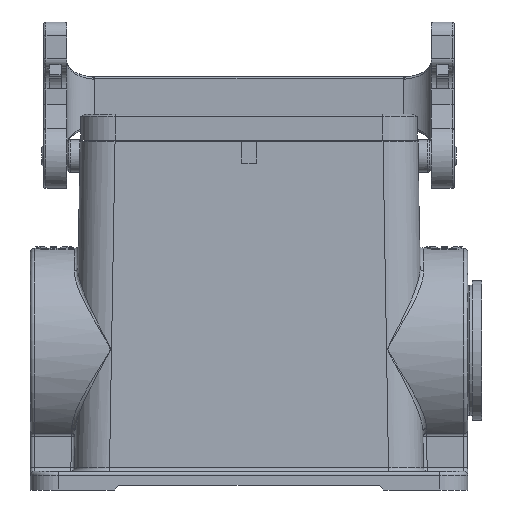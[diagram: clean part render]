
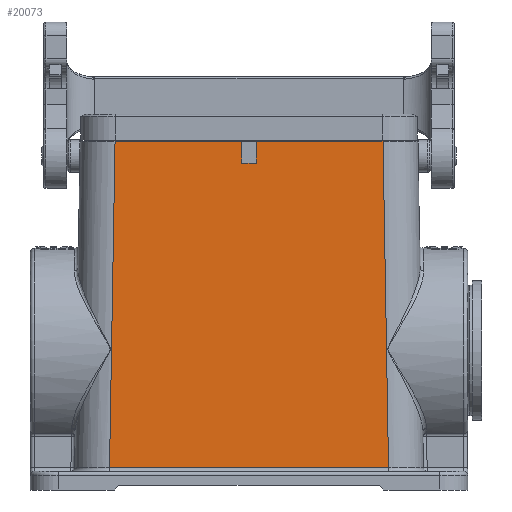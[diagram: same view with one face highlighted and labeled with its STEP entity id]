
A CAD part, front view. The second image highlights one B-rep face of the part: STEP entity #20073.
In plain terms, the highlighted planar face has unit normal (0, -1, 0.011).
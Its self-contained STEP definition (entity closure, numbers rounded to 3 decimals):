
#18834=CARTESIAN_POINT('',(-1.6,-21.5,5.7));
#18835=VERTEX_POINT('',#18834);
#18850=CARTESIAN_POINT('',(1.6,-21.5,5.7));
#18851=VERTEX_POINT('',#18850);
#18858=CARTESIAN_POINT('',(28.8,-21.5,5.7));
#18859=VERTEX_POINT('',#18858);
#18860=CARTESIAN_POINT('',(28.8,-21.5,5.7));
#18861=DIRECTION('',(-1.0,0.0,0.0));
#18862=VECTOR('',#18861,27.2);
#18863=LINE('',#18860,#18862);
#18864=EDGE_CURVE('',#18859,#18851,#18863,.T.);
#18899=CARTESIAN_POINT('',(-28.8,-21.5,5.7));
#18900=VERTEX_POINT('',#18899);
#18908=CARTESIAN_POINT('',(-1.6,-21.5,5.7));
#18909=DIRECTION('',(-1.0,0.0,0.0));
#18910=VECTOR('',#18909,27.2);
#18911=LINE('',#18908,#18910);
#18912=EDGE_CURVE('',#18835,#18900,#18911,.T.);
#19366=CARTESIAN_POINT('',(29.987,-22.291,-64.459));
#19367=VERTEX_POINT('',#19366);
#19368=CARTESIAN_POINT('',(29.987,-22.291,-64.459));
#19369=DIRECTION('',(-0.017,0.011,1.));
#19370=VECTOR('',#19369,70.174);
#19371=LINE('',#19368,#19370);
#19372=EDGE_CURVE('',#19367,#18859,#19371,.T.);
#19485=CARTESIAN_POINT('',(-29.987,-22.291,-64.459));
#19486=VERTEX_POINT('',#19485);
#19494=CARTESIAN_POINT('',(-28.8,-21.5,5.7));
#19495=DIRECTION('',(-0.017,-0.011,-1.));
#19496=VECTOR('',#19495,70.174);
#19497=LINE('',#19494,#19496);
#19498=EDGE_CURVE('',#18900,#19486,#19497,.T.);
#20034=CARTESIAN_POINT('',(57.0,-22.3,-65.25));
#20035=DIRECTION('',(0.0,-1.,0.011));
#20036=DIRECTION('',(0.0,-0.011,-1.));
#20037=AXIS2_PLACEMENT_3D('',#20034,#20035,#20036);
#20038=PLANE('',#20037);
#20039=ORIENTED_EDGE('',*,*,#19498,.T.);
#20040=CARTESIAN_POINT('',(-29.987,-22.291,-64.459));
#20041=DIRECTION('',(1.0,0.0,0.0));
#20042=VECTOR('',#20041,59.974);
#20043=LINE('',#20040,#20042);
#20044=EDGE_CURVE('',#19486,#19367,#20043,.T.);
#20045=ORIENTED_EDGE('',*,*,#20044,.T.);
#20046=ORIENTED_EDGE('',*,*,#19372,.T.);
#20047=ORIENTED_EDGE('',*,*,#18864,.T.);
#20048=CARTESIAN_POINT('',(1.6,-21.553,1.));
#20049=VERTEX_POINT('',#20048);
#20050=CARTESIAN_POINT('',(1.6,-21.553,1.));
#20051=DIRECTION('',(0.0,0.011,1.));
#20052=VECTOR('',#20051,4.7);
#20053=LINE('',#20050,#20052);
#20054=EDGE_CURVE('',#20049,#18851,#20053,.T.);
#20055=ORIENTED_EDGE('',*,*,#20054,.F.);
#20056=CARTESIAN_POINT('',(-1.6,-21.553,1.));
#20057=VERTEX_POINT('',#20056);
#20058=CARTESIAN_POINT('',(1.6,-21.553,1.));
#20059=DIRECTION('',(-1.0,0.0,0.0));
#20060=VECTOR('',#20059,3.2);
#20061=LINE('',#20058,#20060);
#20062=EDGE_CURVE('',#20049,#20057,#20061,.T.);
#20063=ORIENTED_EDGE('',*,*,#20062,.T.);
#20064=CARTESIAN_POINT('',(-1.6,-21.5,5.7));
#20065=DIRECTION('',(0.0,-0.011,-1.));
#20066=VECTOR('',#20065,4.7);
#20067=LINE('',#20064,#20066);
#20068=EDGE_CURVE('',#18835,#20057,#20067,.T.);
#20069=ORIENTED_EDGE('',*,*,#20068,.F.);
#20070=ORIENTED_EDGE('',*,*,#18912,.T.);
#20071=EDGE_LOOP('',(#20039,#20045,#20046,#20047,#20055,#20063,#20069,#20070));
#20072=FACE_OUTER_BOUND('',#20071,.T.);
#20073=ADVANCED_FACE('',(#20072),#20038,.T.);
